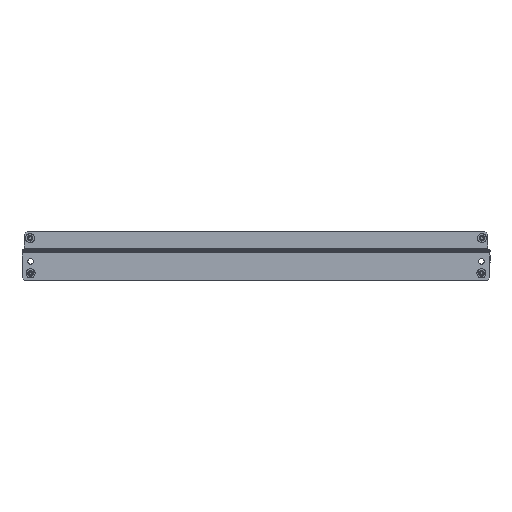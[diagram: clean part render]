
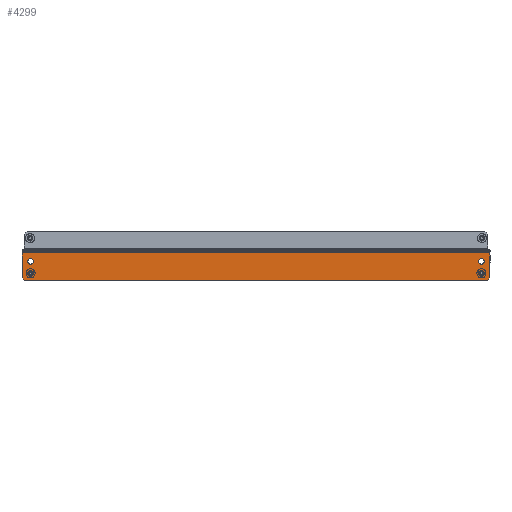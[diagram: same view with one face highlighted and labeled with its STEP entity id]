
A CAD part, left-side view. The second image highlights one B-rep face of the part: STEP entity #4299.
In plain terms, the highlighted face is planar.
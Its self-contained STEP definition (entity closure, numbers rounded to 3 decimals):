
#17 = VECTOR ( 'NONE', #2257, 1000. ) ;
#69 = ORIENTED_EDGE ( 'NONE', *, *, #349, .T. ) ;
#168 = LINE ( 'NONE', #442, #5001 ) ;
#175 = EDGE_LOOP ( 'NONE', ( #4031, #4424 ) ) ;
#214 = DIRECTION ( 'NONE',  ( -1., 0., 0. ) ) ;
#228 = LINE ( 'NONE', #4188, #2843 ) ;
#265 = CARTESIAN_POINT ( 'NONE',  ( -4.25, -1.5, -237. ) ) ;
#269 = EDGE_CURVE ( 'NONE', #4130, #4906, #3852, .T. ) ;
#294 = CIRCLE ( 'NONE', #4255, 3. ) ;
#298 = EDGE_CURVE ( 'NONE', #794, #1142, #4088, .T. ) ;
#299 = AXIS2_PLACEMENT_3D ( 'NONE', #1807, #679, #2272 ) ;
#316 = LINE ( 'NONE', #1797, #1954 ) ;
#349 = EDGE_CURVE ( 'NONE', #722, #5114, #168, .T. ) ;
#387 = AXIS2_PLACEMENT_3D ( 'NONE', #4025, #4454, #454 ) ;
#442 = CARTESIAN_POINT ( 'NONE',  ( 15.75, -1.5, 243. ) ) ;
#454 = DIRECTION ( 'NONE',  ( -1., 0., 0. ) ) ;
#560 = EDGE_CURVE ( 'NONE', #5067, #4361, #3835, .T. ) ;
#607 = AXIS2_PLACEMENT_3D ( 'NONE', #2067, #4004, #3645 ) ;
#679 = DIRECTION ( 'NONE',  ( 0., 1., 0. ) ) ;
#722 = VERTEX_POINT ( 'NONE', #3577 ) ;
#754 = DIRECTION ( 'NONE',  ( 0., 1., 0. ) ) ;
#794 = VERTEX_POINT ( 'NONE', #4345 ) ;
#899 = CARTESIAN_POINT ( 'NONE',  ( -15.75, -1.5, 246. ) ) ;
#904 = CARTESIAN_POINT ( 'NONE',  ( -7.25, -1.5, -237. ) ) ;
#909 = DIRECTION ( 'NONE',  ( 1., 0., 0. ) ) ;
#911 = CARTESIAN_POINT ( 'NONE',  ( -1.25, -1.5, -237. ) ) ;
#919 = FACE_BOUND ( 'NONE', #3422, .T. ) ;
#940 = CARTESIAN_POINT ( 'NONE',  ( 12.75, -1.5, 246. ) ) ;
#978 = DIRECTION ( 'NONE',  ( 0., 0., -1. ) ) ;
#1142 = VERTEX_POINT ( 'NONE', #3102 ) ;
#1179 = ORIENTED_EDGE ( 'NONE', *, *, #298, .T. ) ;
#1202 = AXIS2_PLACEMENT_3D ( 'NONE', #1440, #4198, #1777 ) ;
#1301 = ORIENTED_EDGE ( 'NONE', *, *, #2562, .T. ) ;
#1438 = EDGE_LOOP ( 'NONE', ( #4746, #2727 ) ) ;
#1440 = CARTESIAN_POINT ( 'NONE',  ( 8.25, -1.5, -237. ) ) ;
#1457 = AXIS2_PLACEMENT_3D ( 'NONE', #4292, #754, #2025 ) ;
#1481 = CARTESIAN_POINT ( 'NONE',  ( -15.75, -1.5, 246. ) ) ;
#1505 = EDGE_LOOP ( 'NONE', ( #3110, #69, #3467, #4943, #2267, #1876 ) ) ;
#1537 = CIRCLE ( 'NONE', #1457, 3. ) ;
#1598 = EDGE_CURVE ( 'NONE', #5058, #3872, #3734, .T. ) ;
#1653 = ORIENTED_EDGE ( 'NONE', *, *, #3715, .T. ) ;
#1655 = FACE_BOUND ( 'NONE', #175, .T. ) ;
#1665 = LINE ( 'NONE', #4844, #2579 ) ;
#1700 = VECTOR ( 'NONE', #2546, 1000. ) ;
#1740 = VERTEX_POINT ( 'NONE', #4353 ) ;
#1777 = DIRECTION ( 'NONE',  ( -1., 0., 0. ) ) ;
#1797 = CARTESIAN_POINT ( 'NONE',  ( 12.75, -1.5, -246. ) ) ;
#1807 = CARTESIAN_POINT ( 'NONE',  ( -4.25, -1.5, 237. ) ) ;
#1840 = AXIS2_PLACEMENT_3D ( 'NONE', #2634, #3818, #3847 ) ;
#1842 = LINE ( 'NONE', #1481, #17 ) ;
#1876 = ORIENTED_EDGE ( 'NONE', *, *, #3991, .T. ) ;
#1914 = EDGE_LOOP ( 'NONE', ( #1653, #1179 ) ) ;
#1922 = EDGE_CURVE ( 'NONE', #4361, #1740, #1665, .T. ) ;
#1954 = VECTOR ( 'NONE', #2215, 1000. ) ;
#2025 = DIRECTION ( 'NONE',  ( -1., 0., 0. ) ) ;
#2067 = CARTESIAN_POINT ( 'NONE',  ( 8.25, -1.5, 237. ) ) ;
#2183 = VERTEX_POINT ( 'NONE', #3138 ) ;
#2212 = CARTESIAN_POINT ( 'NONE',  ( 8.25, -1.5, 237. ) ) ;
#2215 = DIRECTION ( 'NONE',  ( 0.707, 0., 0.707 ) ) ;
#2242 = DIRECTION ( 'NONE',  ( 0., -1., 0. ) ) ;
#2257 = DIRECTION ( 'NONE',  ( 1., 0., 0. ) ) ;
#2267 = ORIENTED_EDGE ( 'NONE', *, *, #1922, .T. ) ;
#2272 = DIRECTION ( 'NONE',  ( -1., 0., 0. ) ) ;
#2403 = CARTESIAN_POINT ( 'NONE',  ( 11.25, -1.5, -237. ) ) ;
#2444 = ORIENTED_EDGE ( 'NONE', *, *, #2864, .T. ) ;
#2480 = EDGE_CURVE ( 'NONE', #722, #2183, #228, .T. ) ;
#2483 = DIRECTION ( 'NONE',  ( 0., 1., 0. ) ) ;
#2506 = PLANE ( 'NONE',  #3445 ) ;
#2514 = EDGE_CURVE ( 'NONE', #5067, #5114, #1842, .T. ) ;
#2546 = DIRECTION ( 'NONE',  ( 0., 0., -1. ) ) ;
#2562 = EDGE_CURVE ( 'NONE', #3841, #3698, #4568, .T. ) ;
#2579 = VECTOR ( 'NONE', #909, 1000. ) ;
#2634 = CARTESIAN_POINT ( 'NONE',  ( -4.25, -1.5, -237. ) ) ;
#2727 = ORIENTED_EDGE ( 'NONE', *, *, #1598, .F. ) ;
#2807 = DIRECTION ( 'NONE',  ( -0.707, 0., 0.707 ) ) ;
#2843 = VECTOR ( 'NONE', #978, 1000. ) ;
#2854 = CARTESIAN_POINT ( 'NONE',  ( 11.25, -1.5, 237. ) ) ;
#2864 = EDGE_CURVE ( 'NONE', #3698, #3841, #3596, .T. ) ;
#2897 = FACE_BOUND ( 'NONE', #1438, .T. ) ;
#2918 = DIRECTION ( 'NONE',  ( -1., 0., 0. ) ) ;
#2930 = AXIS2_PLACEMENT_3D ( 'NONE', #2212, #4940, #4572 ) ;
#3041 = CIRCLE ( 'NONE', #387, 3. ) ;
#3102 = CARTESIAN_POINT ( 'NONE',  ( -7.25, -1.5, 237. ) ) ;
#3110 = ORIENTED_EDGE ( 'NONE', *, *, #2480, .F. ) ;
#3138 = CARTESIAN_POINT ( 'NONE',  ( 15.75, -1.5, -243. ) ) ;
#3259 = FACE_BOUND ( 'NONE', #1914, .T. ) ;
#3422 = EDGE_LOOP ( 'NONE', ( #2444, #1301 ) ) ;
#3435 = EDGE_CURVE ( 'NONE', #3872, #5058, #294, .T. ) ;
#3445 = AXIS2_PLACEMENT_3D ( 'NONE', #899, #2483, #2918 ) ;
#3467 = ORIENTED_EDGE ( 'NONE', *, *, #2514, .F. ) ;
#3577 = CARTESIAN_POINT ( 'NONE',  ( 15.75, -1.5, 243. ) ) ;
#3596 = CIRCLE ( 'NONE', #607, 3. ) ;
#3619 = CARTESIAN_POINT ( 'NONE',  ( -13.25, -1.5, 246. ) ) ;
#3645 = DIRECTION ( 'NONE',  ( -1., 0., 0. ) ) ;
#3649 = CARTESIAN_POINT ( 'NONE',  ( -13.25, -1.5, -246. ) ) ;
#3698 = VERTEX_POINT ( 'NONE', #4370 ) ;
#3715 = EDGE_CURVE ( 'NONE', #1142, #794, #1537, .T. ) ;
#3734 = CIRCLE ( 'NONE', #1840, 3. ) ;
#3818 = DIRECTION ( 'NONE',  ( 0., -1., 0. ) ) ;
#3835 = LINE ( 'NONE', #4193, #1700 ) ;
#3841 = VERTEX_POINT ( 'NONE', #2854 ) ;
#3847 = DIRECTION ( 'NONE',  ( -1., 0., 0. ) ) ;
#3852 = CIRCLE ( 'NONE', #1202, 3. ) ;
#3872 = VERTEX_POINT ( 'NONE', #904 ) ;
#3991 = EDGE_CURVE ( 'NONE', #1740, #2183, #316, .T. ) ;
#4004 = DIRECTION ( 'NONE',  ( 0., 1., 0. ) ) ;
#4025 = CARTESIAN_POINT ( 'NONE',  ( 8.25, -1.5, -237. ) ) ;
#4031 = ORIENTED_EDGE ( 'NONE', *, *, #5056, .F. ) ;
#4088 = CIRCLE ( 'NONE', #299, 3. ) ;
#4130 = VERTEX_POINT ( 'NONE', #2403 ) ;
#4188 = CARTESIAN_POINT ( 'NONE',  ( 15.75, -1.5, 246. ) ) ;
#4193 = CARTESIAN_POINT ( 'NONE',  ( -13.25, -1.5, 246. ) ) ;
#4198 = DIRECTION ( 'NONE',  ( 0., -1., 0. ) ) ;
#4255 = AXIS2_PLACEMENT_3D ( 'NONE', #265, #2242, #214 ) ;
#4292 = CARTESIAN_POINT ( 'NONE',  ( -4.25, -1.5, 237. ) ) ;
#4299 = ADVANCED_FACE ( 'NONE', ( #2897, #1655, #3259, #919, #4416 ), #2506, .F. ) ;
#4345 = CARTESIAN_POINT ( 'NONE',  ( -1.25, -1.5, 237. ) ) ;
#4353 = CARTESIAN_POINT ( 'NONE',  ( 12.75, -1.5, -246. ) ) ;
#4361 = VERTEX_POINT ( 'NONE', #3649 ) ;
#4370 = CARTESIAN_POINT ( 'NONE',  ( 5.25, -1.5, 237. ) ) ;
#4416 = FACE_OUTER_BOUND ( 'NONE', #1505, .T. ) ;
#4424 = ORIENTED_EDGE ( 'NONE', *, *, #269, .F. ) ;
#4454 = DIRECTION ( 'NONE',  ( 0., -1., 0. ) ) ;
#4515 = CARTESIAN_POINT ( 'NONE',  ( 5.25, -1.5, -237. ) ) ;
#4568 = CIRCLE ( 'NONE', #2930, 3. ) ;
#4572 = DIRECTION ( 'NONE',  ( -1., 0., 0. ) ) ;
#4746 = ORIENTED_EDGE ( 'NONE', *, *, #3435, .F. ) ;
#4844 = CARTESIAN_POINT ( 'NONE',  ( -15.75, -1.5, -246. ) ) ;
#4906 = VERTEX_POINT ( 'NONE', #4515 ) ;
#4940 = DIRECTION ( 'NONE',  ( 0., 1., 0. ) ) ;
#4943 = ORIENTED_EDGE ( 'NONE', *, *, #560, .T. ) ;
#5001 = VECTOR ( 'NONE', #2807, 1000. ) ;
#5056 = EDGE_CURVE ( 'NONE', #4906, #4130, #3041, .T. ) ;
#5058 = VERTEX_POINT ( 'NONE', #911 ) ;
#5067 = VERTEX_POINT ( 'NONE', #3619 ) ;
#5114 = VERTEX_POINT ( 'NONE', #940 ) ;
